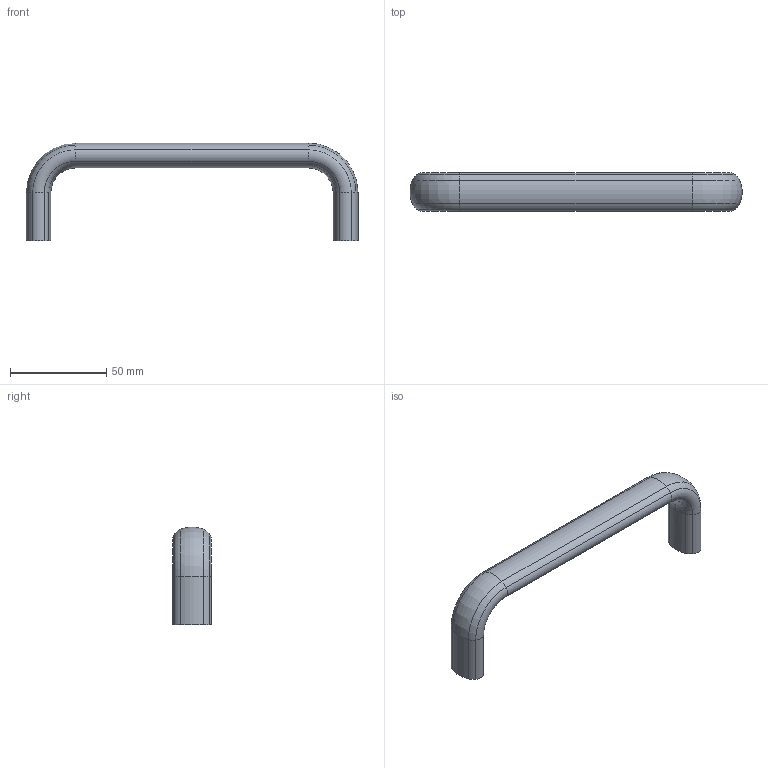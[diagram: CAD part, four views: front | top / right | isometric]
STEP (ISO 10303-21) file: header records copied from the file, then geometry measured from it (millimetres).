
FILE_DESCRIPTION(('STEP AP214'),'1');
FILE_NAME(' ',' ',('TraceParts'),('TraceParts S.A.'),'XStep 1.0',' ',' ');
FILE_SCHEMA(('automotive_design'));
Length unit declared in the file: millimetre
Products named in the file (1): 1
Bounding box: 172.9 x 20 x 50.95 mm (x, y, z)
Volume: 47349.2 mm3; surface area: 13042.7 mm2
Topology: 1 solids, 1 shells, 66 faces, 142 edges, 78 vertices
Faces by surface type: cylinder 32, torus 18, cone 12, plane 4
Entity records: 3392 total; most frequent: DIRECTION 366, STYLED_ITEM 283, PRESENTATION_STYLE_ASSIGNMENT 283, CARTESIAN_POINT 283, COLOUR_RGB 283, ORIENTED_EDGE 276, AXIS2_PLACEMENT_3D 161, EDGE_CURVE 138
